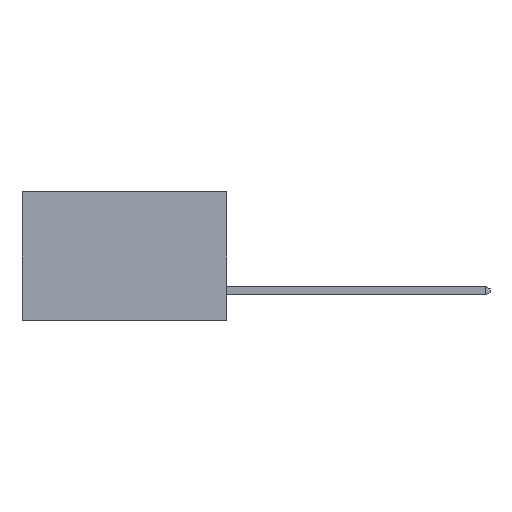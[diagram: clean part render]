
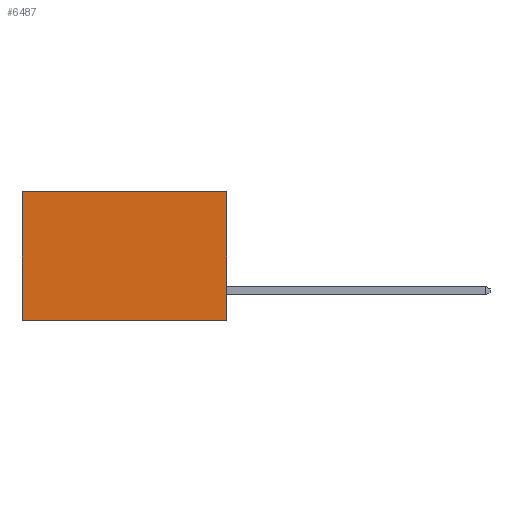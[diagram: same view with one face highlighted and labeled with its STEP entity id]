
A CAD part, left-side view. The second image highlights one B-rep face of the part: STEP entity #6487.
In plain terms, the highlighted planar face has unit normal (-1, 0, 0).
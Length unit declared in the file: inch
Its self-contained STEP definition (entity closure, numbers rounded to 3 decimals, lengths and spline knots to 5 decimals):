
#80 = DIRECTION ( 'NONE',  ( 0., 0., -1. ) ) ;
#242 = CARTESIAN_POINT ( 'NONE',  ( 0.277, 0., 0. ) ) ;
#424 = CARTESIAN_POINT ( 'NONE',  ( 0.277, 0., -0.37 ) ) ;
#988 = EDGE_CURVE ( 'NONE', #7222, #9498, #1101, .T. ) ;
#1101 = LINE ( 'NONE', #3297, #1386 ) ;
#1386 = VECTOR ( 'NONE', #6961, 39.37008 ) ;
#1892 = LINE ( 'NONE', #242, #8671 ) ;
#2259 = CARTESIAN_POINT ( 'NONE',  ( 0.277, 0., -0.37 ) ) ;
#3297 = CARTESIAN_POINT ( 'NONE',  ( 0.277, 0., -0.37 ) ) ;
#3486 = EDGE_CURVE ( 'NONE', #7222, #9563, #1892, .T. ) ;
#4333 = CARTESIAN_POINT ( 'NONE',  ( 0.277, 0.59, -0.37 ) ) ;
#4533 = ORIENTED_EDGE ( 'NONE', *, *, #10169, .T. ) ;
#4600 = ORIENTED_EDGE ( 'NONE', *, *, #7081, .F. ) ;
#4611 = ORIENTED_EDGE ( 'NONE', *, *, #988, .F. ) ;
#4631 = ORIENTED_EDGE ( 'NONE', *, *, #3486, .T. ) ;
#4632 = LINE ( 'NONE', #10927, #8941 ) ;
#5047 = DIRECTION ( 'NONE',  ( 0., 0., -1. ) ) ;
#5098 = CARTESIAN_POINT ( 'NONE',  ( 0.277, 0.59, 0. ) ) ;
#6487 = ADVANCED_FACE ( 'NONE', ( #6712 ), #7342, .F. ) ;
#6712 = FACE_OUTER_BOUND ( 'NONE', #8616, .T. ) ;
#6961 = DIRECTION ( 'NONE',  ( 0., 0., -1. ) ) ;
#7081 = EDGE_CURVE ( 'NONE', #9498, #7901, #7642, .T. ) ;
#7222 = VERTEX_POINT ( 'NONE', #11041 ) ;
#7342 = PLANE ( 'NONE',  #7487 ) ;
#7375 = DIRECTION ( 'NONE',  ( 1., 0., 0. ) ) ;
#7424 = CARTESIAN_POINT ( 'NONE',  ( 0.277, 0., -0.37 ) ) ;
#7487 = AXIS2_PLACEMENT_3D ( 'NONE', #7424, #7375, #80 ) ;
#7642 = LINE ( 'NONE', #424, #9536 ) ;
#7901 = VERTEX_POINT ( 'NONE', #4333 ) ;
#8456 = DIRECTION ( 'NONE',  ( 0., 1., 0. ) ) ;
#8616 = EDGE_LOOP ( 'NONE', ( #4533, #4600, #4611, #4631 ) ) ;
#8671 = VECTOR ( 'NONE', #10338, 39.37008 ) ;
#8941 = VECTOR ( 'NONE', #5047, 39.37008 ) ;
#9498 = VERTEX_POINT ( 'NONE', #2259 ) ;
#9536 = VECTOR ( 'NONE', #8456, 39.37008 ) ;
#9563 = VERTEX_POINT ( 'NONE', #5098 ) ;
#10169 = EDGE_CURVE ( 'NONE', #9563, #7901, #4632, .T. ) ;
#10338 = DIRECTION ( 'NONE',  ( 0., 1., 0. ) ) ;
#10927 = CARTESIAN_POINT ( 'NONE',  ( 0.277, 0.59, -0.37 ) ) ;
#11041 = CARTESIAN_POINT ( 'NONE',  ( 0.277, 0., 0. ) ) ;
